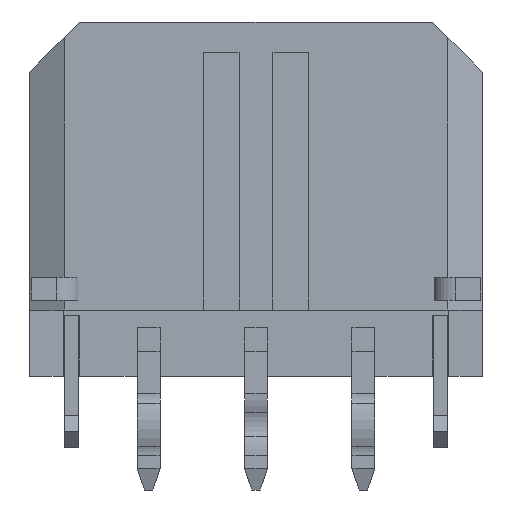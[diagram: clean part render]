
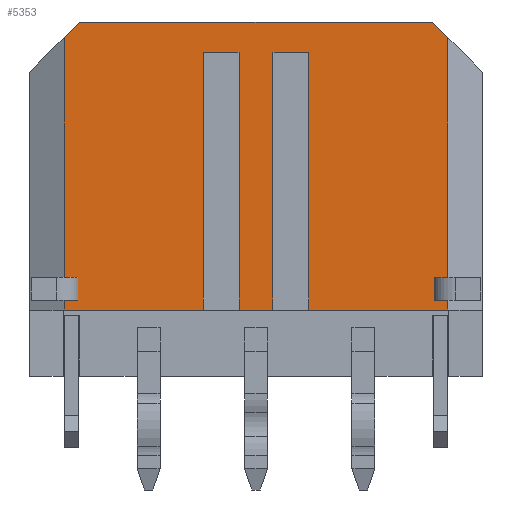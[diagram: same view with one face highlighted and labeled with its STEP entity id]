
A CAD part, front view. The second image highlights one B-rep face of the part: STEP entity #5353.
In plain terms, the highlighted planar face has unit normal (0, -1, 0).
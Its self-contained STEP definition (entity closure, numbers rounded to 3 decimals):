
#1147=DIRECTION('',(-1.,0.,0.));
#1148=VECTOR('',#1147,0.39);
#1149=CARTESIAN_POINT('',(-4.975,-1.93,-2.19));
#1150=LINE('',#1149,#1148);
#1151=DIRECTION('',(0.,0.,1.));
#1152=VECTOR('',#1151,6.7);
#1153=CARTESIAN_POINT('',(-5.365,-1.93,-2.19));
#1154=LINE('',#1153,#1152);
#1155=DIRECTION('',(-0.707,0.,-0.707));
#1156=VECTOR('',#1155,0.622);
#1157=CARTESIAN_POINT('',(-4.925,-1.93,4.95));
#1158=LINE('',#1157,#1156);
#1159=DIRECTION('',(1.,0.,0.));
#1160=VECTOR('',#1159,9.85);
#1161=CARTESIAN_POINT('',(-4.925,-1.93,4.95));
#1162=LINE('',#1161,#1160);
#1163=DIRECTION('',(-0.707,0.,0.707));
#1164=VECTOR('',#1163,0.622);
#1165=CARTESIAN_POINT('',(5.365,-1.93,4.51));
#1166=LINE('',#1165,#1164);
#1167=DIRECTION('',(0.,0.,-1.));
#1168=VECTOR('',#1167,6.7);
#1169=CARTESIAN_POINT('',(5.365,-1.93,4.51));
#1170=LINE('',#1169,#1168);
#1171=DIRECTION('',(1.,0.,0.));
#1172=VECTOR('',#1171,0.39);
#1173=CARTESIAN_POINT('',(4.975,-1.93,-2.19));
#1174=LINE('',#1173,#1172);
#1175=DIRECTION('',(0.,0.,1.));
#1176=VECTOR('',#1175,0.64);
#1177=CARTESIAN_POINT('',(4.975,-1.93,-2.83));
#1178=LINE('',#1177,#1176);
#1179=DIRECTION('',(1.,0.,0.));
#1180=VECTOR('',#1179,0.39);
#1181=CARTESIAN_POINT('',(4.975,-1.93,-2.83));
#1182=LINE('',#1181,#1180);
#1183=DIRECTION('',(0.,0.,-1.));
#1184=VECTOR('',#1183,0.27);
#1185=CARTESIAN_POINT('',(5.365,-1.93,-2.83));
#1186=LINE('',#1185,#1184);
#1187=DIRECTION('',(-1.,0.,0.));
#1188=VECTOR('',#1187,3.89);
#1189=CARTESIAN_POINT('',(5.365,-1.93,-3.1));
#1190=LINE('',#1189,#1188);
#1191=DIRECTION('',(0.,0.,1.));
#1192=VECTOR('',#1191,7.2);
#1193=CARTESIAN_POINT('',(1.475,-1.93,-3.1));
#1194=LINE('',#1193,#1192);
#1195=DIRECTION('',(-1.,0.,0.));
#1196=VECTOR('',#1195,1.);
#1197=CARTESIAN_POINT('',(1.475,-1.93,4.1));
#1198=LINE('',#1197,#1196);
#1199=DIRECTION('',(0.,0.,1.));
#1200=VECTOR('',#1199,7.2);
#1201=CARTESIAN_POINT('',(0.475,-1.93,-3.1));
#1202=LINE('',#1201,#1200);
#1203=DIRECTION('',(-1.,0.,0.));
#1204=VECTOR('',#1203,0.95);
#1205=CARTESIAN_POINT('',(0.475,-1.93,-3.1));
#1206=LINE('',#1205,#1204);
#1207=DIRECTION('',(0.,0.,1.));
#1208=VECTOR('',#1207,7.2);
#1209=CARTESIAN_POINT('',(-0.475,-1.93,-3.1));
#1210=LINE('',#1209,#1208);
#1211=DIRECTION('',(-1.,0.,0.));
#1212=VECTOR('',#1211,1.);
#1213=CARTESIAN_POINT('',(-0.475,-1.93,4.1));
#1214=LINE('',#1213,#1212);
#1215=DIRECTION('',(0.,0.,1.));
#1216=VECTOR('',#1215,7.2);
#1217=CARTESIAN_POINT('',(-1.475,-1.93,-3.1));
#1218=LINE('',#1217,#1216);
#1219=DIRECTION('',(-1.,0.,0.));
#1220=VECTOR('',#1219,3.89);
#1221=CARTESIAN_POINT('',(-1.475,-1.93,-3.1));
#1222=LINE('',#1221,#1220);
#1223=DIRECTION('',(0.,0.,1.));
#1224=VECTOR('',#1223,0.27);
#1225=CARTESIAN_POINT('',(-5.365,-1.93,-3.1));
#1226=LINE('',#1225,#1224);
#1227=DIRECTION('',(-1.,0.,0.));
#1228=VECTOR('',#1227,0.39);
#1229=CARTESIAN_POINT('',(-4.975,-1.93,-2.83));
#1230=LINE('',#1229,#1228);
#1231=DIRECTION('',(0.,0.,1.));
#1232=VECTOR('',#1231,0.64);
#1233=CARTESIAN_POINT('',(-4.975,-1.93,-2.83));
#1234=LINE('',#1233,#1232);
#3157=CARTESIAN_POINT('',(0.475,-1.93,-3.1));
#3158=CARTESIAN_POINT('',(0.475,-1.93,4.1));
#3159=VERTEX_POINT('',#3157);
#3160=VERTEX_POINT('',#3158);
#3161=CARTESIAN_POINT('',(1.475,-1.93,-3.1));
#3162=CARTESIAN_POINT('',(1.475,-1.93,4.1));
#3163=VERTEX_POINT('',#3161);
#3164=VERTEX_POINT('',#3162);
#3225=CARTESIAN_POINT('',(-4.925,-1.93,4.95));
#3226=CARTESIAN_POINT('',(-5.365,-1.93,4.51));
#3227=VERTEX_POINT('',#3225);
#3228=VERTEX_POINT('',#3226);
#3229=CARTESIAN_POINT('',(5.365,-1.93,4.51));
#3230=CARTESIAN_POINT('',(4.925,-1.93,4.95));
#3231=VERTEX_POINT('',#3229);
#3232=VERTEX_POINT('',#3230);
#3361=CARTESIAN_POINT('',(5.365,-1.93,-3.1));
#3362=VERTEX_POINT('',#3361);
#3363=CARTESIAN_POINT('',(-0.475,-1.93,-3.1));
#3364=VERTEX_POINT('',#3363);
#3365=CARTESIAN_POINT('',(-5.365,-1.93,-3.1));
#3366=VERTEX_POINT('',#3365);
#3375=CARTESIAN_POINT('',(-0.475,-1.93,4.1));
#3376=CARTESIAN_POINT('',(-1.475,-1.93,4.1));
#3377=VERTEX_POINT('',#3375);
#3378=VERTEX_POINT('',#3376);
#3379=CARTESIAN_POINT('',(-1.475,-1.93,-3.1));
#3380=VERTEX_POINT('',#3379);
#3873=CARTESIAN_POINT('',(-4.975,-1.93,-2.19));
#3874=CARTESIAN_POINT('',(-5.365,-1.93,-2.19));
#3875=VERTEX_POINT('',#3873);
#3876=VERTEX_POINT('',#3874);
#3877=CARTESIAN_POINT('',(-4.975,-1.93,-2.83));
#3878=CARTESIAN_POINT('',(-5.365,-1.93,-2.83));
#3879=VERTEX_POINT('',#3877);
#3880=VERTEX_POINT('',#3878);
#3881=CARTESIAN_POINT('',(4.975,-1.93,-2.83));
#3882=CARTESIAN_POINT('',(4.975,-1.93,-2.19));
#3883=VERTEX_POINT('',#3881);
#3884=VERTEX_POINT('',#3882);
#3885=CARTESIAN_POINT('',(5.365,-1.93,-2.19));
#3887=VERTEX_POINT('',#3885);
#3889=CARTESIAN_POINT('',(5.365,-1.93,-2.83));
#3891=VERTEX_POINT('',#3889);
#5307=CARTESIAN_POINT('',(-6.325,-1.93,4.95));
#5308=DIRECTION('',(0.,-1.,0.));
#5309=DIRECTION('',(0.,0.,-1.));
#5310=AXIS2_PLACEMENT_3D('',#5307,#5308,#5309);
#5311=PLANE('',#5310);
#5312=ORIENTED_EDGE('',*,*,#5269,.T.);
#5314=ORIENTED_EDGE('',*,*,#5313,.T.);
#5316=ORIENTED_EDGE('',*,*,#5315,.F.);
#5317=ORIENTED_EDGE('',*,*,#4146,.T.);
#5319=ORIENTED_EDGE('',*,*,#5318,.F.);
#5320=ORIENTED_EDGE('',*,*,#5247,.T.);
#5321=ORIENTED_EDGE('',*,*,#5302,.F.);
#5323=ORIENTED_EDGE('',*,*,#5322,.F.);
#5325=ORIENTED_EDGE('',*,*,#5324,.T.);
#5326=ORIENTED_EDGE('',*,*,#5255,.T.);
#5328=ORIENTED_EDGE('',*,*,#5327,.T.);
#5330=ORIENTED_EDGE('',*,*,#5329,.T.);
#5332=ORIENTED_EDGE('',*,*,#5331,.T.);
#5334=ORIENTED_EDGE('',*,*,#5333,.F.);
#5336=ORIENTED_EDGE('',*,*,#5335,.T.);
#5338=ORIENTED_EDGE('',*,*,#5337,.T.);
#5340=ORIENTED_EDGE('',*,*,#5339,.T.);
#5342=ORIENTED_EDGE('',*,*,#5341,.F.);
#5344=ORIENTED_EDGE('',*,*,#5343,.T.);
#5346=ORIENTED_EDGE('',*,*,#5345,.T.);
#5348=ORIENTED_EDGE('',*,*,#5347,.F.);
#5350=ORIENTED_EDGE('',*,*,#5349,.T.);
#5351=EDGE_LOOP('',(#5312,#5314,#5316,#5317,#5319,#5320,#5321,#5323,#5325,#5326,
#5328,#5330,#5332,#5334,#5336,#5338,#5340,#5342,#5344,#5346,#5348,#5350));
#5352=FACE_OUTER_BOUND('',#5351,.F.);
#5353=ADVANCED_FACE('',(#5352),#5311,.T.);
#4146=EDGE_CURVE('',#3227,#3232,#1162,.T.);
#5247=EDGE_CURVE('',#3231,#3887,#1170,.T.);
#5255=EDGE_CURVE('',#3891,#3362,#1186,.T.);
#5269=EDGE_CURVE('',#3875,#3876,#1150,.T.);
#5302=EDGE_CURVE('',#3884,#3887,#1174,.T.);
#5313=EDGE_CURVE('',#3876,#3228,#1154,.T.);
#5315=EDGE_CURVE('',#3227,#3228,#1158,.T.);
#5318=EDGE_CURVE('',#3231,#3232,#1166,.T.);
#5322=EDGE_CURVE('',#3883,#3884,#1178,.T.);
#5324=EDGE_CURVE('',#3883,#3891,#1182,.T.);
#5327=EDGE_CURVE('',#3362,#3163,#1190,.T.);
#5329=EDGE_CURVE('',#3163,#3164,#1194,.T.);
#5331=EDGE_CURVE('',#3164,#3160,#1198,.T.);
#5333=EDGE_CURVE('',#3159,#3160,#1202,.T.);
#5335=EDGE_CURVE('',#3159,#3364,#1206,.T.);
#5337=EDGE_CURVE('',#3364,#3377,#1210,.T.);
#5339=EDGE_CURVE('',#3377,#3378,#1214,.T.);
#5341=EDGE_CURVE('',#3380,#3378,#1218,.T.);
#5343=EDGE_CURVE('',#3380,#3366,#1222,.T.);
#5345=EDGE_CURVE('',#3366,#3880,#1226,.T.);
#5347=EDGE_CURVE('',#3879,#3880,#1230,.T.);
#5349=EDGE_CURVE('',#3879,#3875,#1234,.T.);
